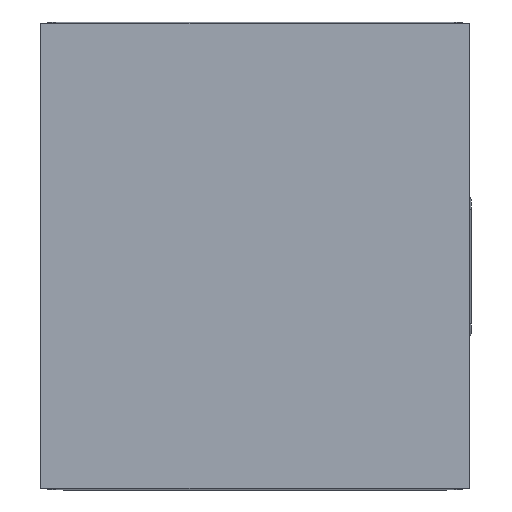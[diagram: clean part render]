
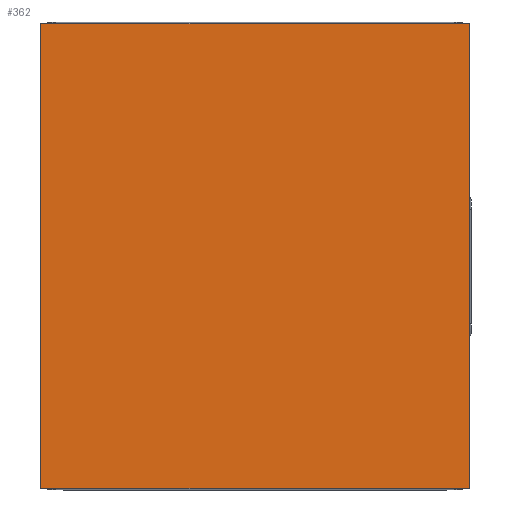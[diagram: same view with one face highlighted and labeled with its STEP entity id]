
A CAD part, left-side view. The second image highlights one B-rep face of the part: STEP entity #362.
In plain terms, the highlighted planar face has unit normal (-1, 0, 0).
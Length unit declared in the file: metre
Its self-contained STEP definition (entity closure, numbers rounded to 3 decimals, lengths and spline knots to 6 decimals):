
#362=ADVANCED_FACE('0:129',(#724),#725,.T.);
#724=FACE_OUTER_BOUND('',#1106,.T.);
#725=PLANE('',#1107);
#1106=EDGE_LOOP('',(#1780,#1781,#1782,#1783));
#1107=AXIS2_PLACEMENT_3D('',#1784,#1785,#1786);
#1780=ORIENTED_EDGE('',*,*,#2486,.F.);
#1781=ORIENTED_EDGE('',*,*,#2475,.F.);
#1782=ORIENTED_EDGE('',*,*,#2453,.T.);
#1783=ORIENTED_EDGE('',*,*,#2480,.T.);
#1784=CARTESIAN_POINT('',(-0.07543,-0.009692,-0.013612));
#1785=DIRECTION('',(-1.0,0.0,0.0));
#1786=DIRECTION('',(0.0,0.0,1.0));
#2453=EDGE_CURVE('0:342',#2923,#2921,#2924,.T.);
#2475=EDGE_CURVE('0:402',#2923,#2961,#2962,.T.);
#2480=EDGE_CURVE('0:414',#2921,#2967,#2969,.T.);
#2486=EDGE_CURVE('0:426',#2961,#2967,#2977,.T.);
#2921=VERTEX_POINT('',#3533);
#2923=VERTEX_POINT('',#3536);
#2924=LINE('',#3537,#3538);
#2961=VERTEX_POINT('',#3588);
#2962=LINE('',#3589,#3590);
#2967=VERTEX_POINT('',#3597);
#2969=LINE('',#3600,#3601);
#2977=LINE('',#3612,#3613);
#3533=CARTESIAN_POINT('',(-0.07543,-0.009692,-0.013612));
#3536=CARTESIAN_POINT('',(-0.07543,0.055308,-0.013612));
#3537=CARTESIAN_POINT('',(-0.07543,-0.009692,-0.013612));
#3538=VECTOR('',#4182,0.001);
#3588=CARTESIAN_POINT('',(-0.07543,0.055308,0.046388));
#3589=CARTESIAN_POINT('',(-0.07543,0.055308,-0.013612));
#3590=VECTOR('',#4214,0.001);
#3597=CARTESIAN_POINT('',(-0.07543,-0.009692,0.046388));
#3600=CARTESIAN_POINT('',(-0.07543,-0.009692,-0.013612));
#3601=VECTOR('',#4218,0.001);
#3612=CARTESIAN_POINT('',(-0.07543,-0.009692,0.046388));
#3613=VECTOR('',#4222,0.001);
#4182=DIRECTION('',(-0.0,-1.0,-0.0));
#4214=DIRECTION('',(0.0,0.0,1.0));
#4218=DIRECTION('',(0.0,0.0,1.0));
#4222=DIRECTION('',(-0.0,-1.0,-0.0));
